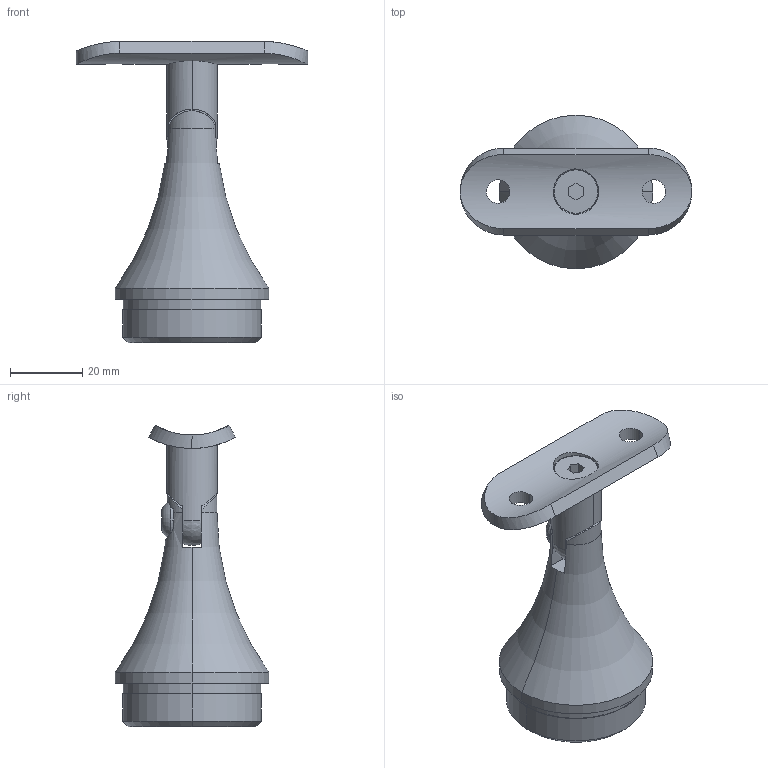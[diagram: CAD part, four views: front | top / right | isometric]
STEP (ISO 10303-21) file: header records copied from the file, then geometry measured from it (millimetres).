
FILE_DESCRIPTION (( 'STEP AP203' ), '1' );
FILE_NAME ('A_0716-242.STEP', '2019-05-04T11:49:43', ( '' ), ( '' ), 'SwSTEP 2.0', 'SolidWorks 2013', '' );
FILE_SCHEMA (( 'CONFIG_CONTROL_DESIGN' ));
Length unit declared in the file: millimetre
Products named in the file (6): screw_iso_10642-m6x10-8_8; A_0716_242_P1; A_1800-042; A_0716-242; A_0716_242_P2; M6x10
Assembly tree (5 placements, depth 2):
  A_0716-242
    A_0716_242_P1
    A_0716_242_P2
    M6x10
    screw_iso_10642-m6x10-8_8
    A_1800-042
Bounding box: 64 x 42.4 x 83.12 mm (x, y, z)
Volume: 21933.7 mm3; surface area: 15803.7 mm2
Topology: 5 solids, 5 shells, 112 faces, 258 edges, 164 vertices
Faces by surface type: cylinder 48, plane 35, cone 16, torus 8, bspline 4, sphere 1
Entity records: 4972 total; most frequent: CARTESIAN_POINT 1791, DIRECTION 556, ORIENTED_EDGE 510, EDGE_CURVE 255, AXIS2_PLACEMENT_3D 223, VERTEX_POINT 162, EDGE_LOOP 131, FACE_OUTER_BOUND 112
